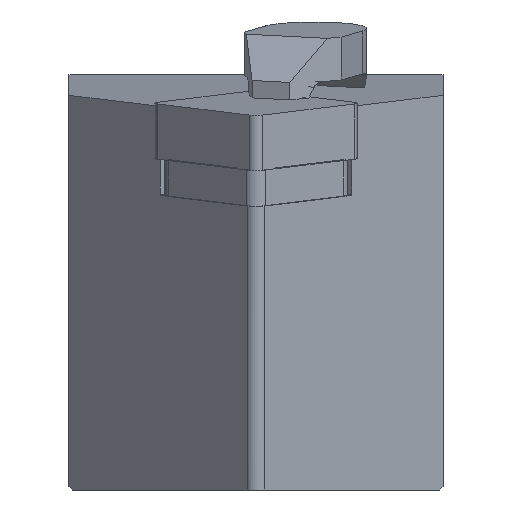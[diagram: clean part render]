
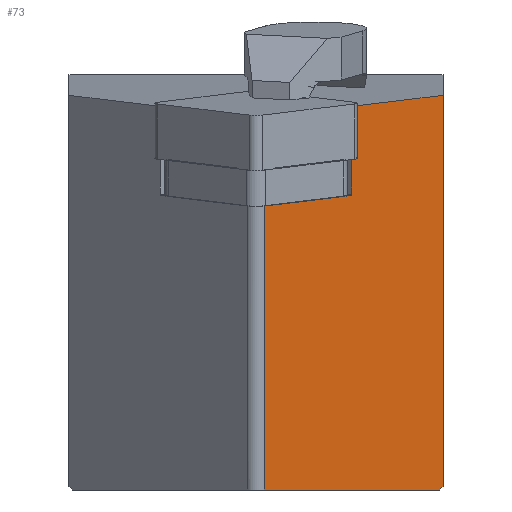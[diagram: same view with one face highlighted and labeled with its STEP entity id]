
A CAD part, left-side view. The second image highlights one B-rep face of the part: STEP entity #73.
In plain terms, the highlighted planar face has unit normal (-0.702, -0.707, -0.086).
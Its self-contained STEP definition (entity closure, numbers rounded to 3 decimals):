
#73=ADVANCED_FACE('',(#186),#138,.F.);
#138=PLANE('',#1192);
#186=FACE_OUTER_BOUND('',#252,.T.);
#252=EDGE_LOOP('',(#586,#587,#588,#589,#590,#591,#592,#593));
#317=LINE('',#1626,#443);
#321=LINE('',#1639,#447);
#329=LINE('',#1655,#455);
#330=LINE('',#1656,#456);
#331=LINE('',#1658,#457);
#332=LINE('',#1660,#458);
#333=LINE('',#1662,#459);
#334=LINE('',#1664,#460);
#443=VECTOR('',#1298,1.);
#447=VECTOR('',#1308,1.);
#455=VECTOR('',#1318,1.);
#456=VECTOR('',#1319,1.);
#457=VECTOR('',#1320,1.);
#458=VECTOR('',#1321,1.);
#459=VECTOR('',#1322,1.);
#460=VECTOR('',#1323,1.);
#586=ORIENTED_EDGE('',*,*,#1012,.F.);
#587=ORIENTED_EDGE('',*,*,#998,.T.);
#588=ORIENTED_EDGE('',*,*,#1013,.F.);
#589=ORIENTED_EDGE('',*,*,#1014,.T.);
#590=ORIENTED_EDGE('',*,*,#1015,.F.);
#591=ORIENTED_EDGE('',*,*,#1016,.F.);
#592=ORIENTED_EDGE('',*,*,#1017,.F.);
#593=ORIENTED_EDGE('',*,*,#1004,.F.);
#895=VERTEX_POINT('',#1624);
#897=VERTEX_POINT('',#1627);
#902=VERTEX_POINT('',#1638);
#903=VERTEX_POINT('',#1640);
#910=VERTEX_POINT('',#1657);
#911=VERTEX_POINT('',#1659);
#912=VERTEX_POINT('',#1661);
#913=VERTEX_POINT('',#1663);
#998=EDGE_CURVE('',#897,#895,#317,.T.);
#1004=EDGE_CURVE('',#902,#903,#321,.T.);
#1012=EDGE_CURVE('',#897,#902,#329,.T.);
#1013=EDGE_CURVE('',#910,#895,#330,.T.);
#1014=EDGE_CURVE('',#910,#911,#331,.T.);
#1015=EDGE_CURVE('',#912,#911,#332,.T.);
#1016=EDGE_CURVE('',#913,#912,#333,.T.);
#1017=EDGE_CURVE('',#903,#913,#334,.T.);
#1192=AXIS2_PLACEMENT_3D('',#1665,#1324,#1325);
#1298=DIRECTION('',(-0.702,0.707,-0.086));
#1308=DIRECTION('',(0.702,-0.707,0.086));
#1318=DIRECTION('',(-0.122,0.,0.993));
#1319=DIRECTION('',(0.702,-0.707,0.086));
#1320=DIRECTION('',(0.122,0.,-0.993));
#1321=DIRECTION('',(-0.71,0.704,0.));
#1322=DIRECTION('',(-0.53,0.599,-0.599));
#1323=DIRECTION('',(0.122,0.,-0.993));
#1324=DIRECTION('',(0.702,0.707,0.086));
#1325=DIRECTION('',(-0.71,0.704,0.));
#1624=CARTESIAN_POINT('',(9.645,-23.823,-6.815));
#1626=CARTESIAN_POINT('',(17.761,-32.,-5.819));
#1627=CARTESIAN_POINT('',(10.021,-24.202,-6.769));
#1638=CARTESIAN_POINT('',(9.09,-24.202,0.814));
#1639=CARTESIAN_POINT('',(16.83,-32.,1.764));
#1640=CARTESIAN_POINT('',(16.83,-32.,1.764));
#1655=CARTESIAN_POINT('',(13.928,-24.202,-38.59));
#1656=CARTESIAN_POINT('',(17.761,-32.,-5.819));
#1657=CARTESIAN_POINT('',(2.582,-16.707,-7.683));
#1658=CARTESIAN_POINT('',(6.489,-16.707,-39.504));
#1659=CARTESIAN_POINT('',(5.568,-16.707,-32.));
#1660=CARTESIAN_POINT('',(21.324,-32.346,-32.));
#1661=CARTESIAN_POINT('',(20.673,-31.7,-32.));
#1662=CARTESIAN_POINT('',(19.255,-30.097,-33.603));
#1663=CARTESIAN_POINT('',(20.939,-32.,-31.7));
#1664=CARTESIAN_POINT('',(21.668,-32.,-37.64));
#1665=CARTESIAN_POINT('',(21.668,-32.,-37.64));
